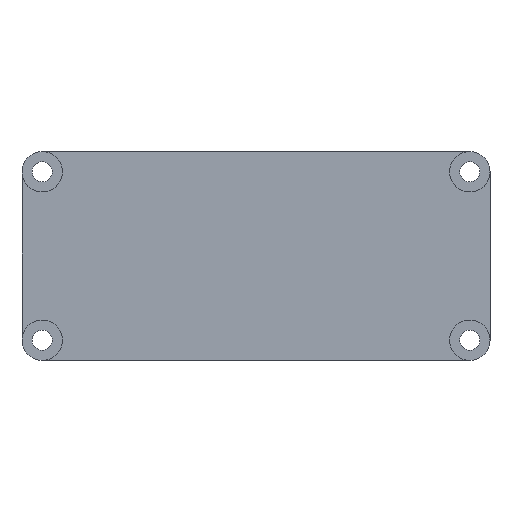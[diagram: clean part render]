
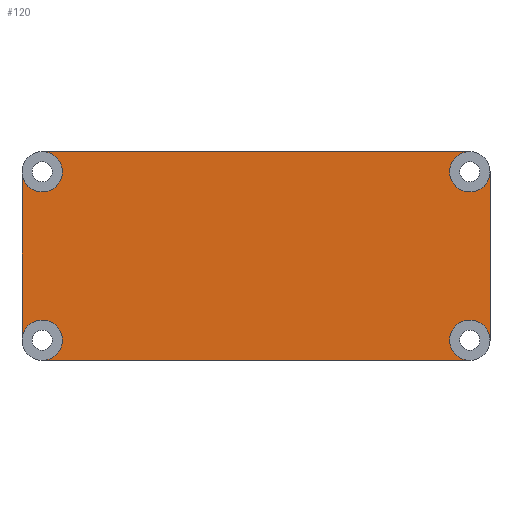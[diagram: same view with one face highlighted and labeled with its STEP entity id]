
A CAD part, top view. The second image highlights one B-rep face of the part: STEP entity #120.
In plain terms, the highlighted planar face has unit normal (0, 0, 1).
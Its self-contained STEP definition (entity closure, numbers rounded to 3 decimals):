
#120=ADVANCED_FACE('',(#282),#284,.T.);
#282=FACE_BOUND('',#283,.T.);
#283=EDGE_LOOP('',(#398,#399,#400,#401,#402,#403,#404,#405,#406,#407));
#284=PLANE('',#285);
#285=AXIS2_PLACEMENT_3D('',#286,#287,#288);
#286=CARTESIAN_POINT('',(0.,0.,-39.));
#287=DIRECTION('',(0.,0.,1.));
#288=DIRECTION('',(-1.,0.,0.));
#398=ORIENTED_EDGE('',*,*,#458,.F.);
#399=ORIENTED_EDGE('',*,*,#457,.F.);
#400=ORIENTED_EDGE('',*,*,#474,.T.);
#401=ORIENTED_EDGE('',*,*,#456,.F.);
#402=ORIENTED_EDGE('',*,*,#475,.T.);
#403=ORIENTED_EDGE('',*,*,#473,.F.);
#404=ORIENTED_EDGE('',*,*,#476,.T.);
#405=ORIENTED_EDGE('',*,*,#464,.F.);
#406=ORIENTED_EDGE('',*,*,#468,.F.);
#407=ORIENTED_EDGE('',*,*,#477,.T.);
#456=EDGE_CURVE('',#505,#501,#507,.T.);
#457=EDGE_CURVE('',#508,#509,#510,.T.);
#458=EDGE_CURVE('',#509,#511,#512,.T.);
#464=EDGE_CURVE('',#522,#523,#524,.T.);
#468=EDGE_CURVE('',#529,#522,#531,.T.);
#473=EDGE_CURVE('',#539,#535,#541,.T.);
#474=EDGE_CURVE('',#508,#501,#542,.T.);
#475=EDGE_CURVE('',#505,#535,#543,.T.);
#476=EDGE_CURVE('',#539,#523,#544,.T.);
#477=EDGE_CURVE('',#529,#511,#545,.T.);
#501=VERTEX_POINT('',#596);
#505=VERTEX_POINT('',#605);
#507=CIRCLE('',#609,3.5);
#508=VERTEX_POINT('',#613);
#509=VERTEX_POINT('',#614);
#510=CIRCLE('',#615,3.5);
#511=VERTEX_POINT('',#619);
#512=CIRCLE('',#620,3.5);
#522=VERTEX_POINT('',#646);
#523=VERTEX_POINT('',#647);
#524=CIRCLE('',#648,3.5);
#529=VERTEX_POINT('',#661);
#531=CIRCLE('',#665,3.5);
#535=VERTEX_POINT('',#675);
#539=VERTEX_POINT('',#684);
#541=CIRCLE('',#688,3.5);
#542=LINE('',#692,#693);
#543=LINE('',#695,#696);
#544=LINE('',#698,#699);
#545=LINE('',#701,#702);
#596=CARTESIAN_POINT('',(199.25,44.817,-39.));
#605=CARTESIAN_POINT('',(195.75,48.317,-39.));
#609=AXIS2_PLACEMENT_3D('',#610,#611,#612);
#610=CARTESIAN_POINT('',(195.75,44.817,-39.));
#611=DIRECTION('',(0.,0.,1.));
#612=DIRECTION('',(0.,1.,0.));
#613=CARTESIAN_POINT('',(199.25,15.607,-39.));
#614=CARTESIAN_POINT('',(195.75,19.107,-39.));
#615=AXIS2_PLACEMENT_3D('',#616,#617,#618);
#616=CARTESIAN_POINT('',(195.75,15.607,-39.));
#617=DIRECTION('',(0.,0.,1.));
#618=DIRECTION('',(1.,0.,0.));
#619=CARTESIAN_POINT('',(195.75,12.107,-39.));
#620=AXIS2_PLACEMENT_3D('',#621,#622,#623);
#621=CARTESIAN_POINT('',(195.75,15.607,-39.));
#622=DIRECTION('',(0.,0.,1.));
#623=DIRECTION('',(0.,1.,0.));
#646=CARTESIAN_POINT('',(121.58,19.107,-39.));
#647=CARTESIAN_POINT('',(118.08,15.607,-39.));
#648=AXIS2_PLACEMENT_3D('',#649,#650,#651);
#649=CARTESIAN_POINT('',(121.58,15.607,-39.));
#650=DIRECTION('',(0.,0.,1.));
#651=DIRECTION('',(0.,1.,0.));
#661=CARTESIAN_POINT('',(121.58,12.107,-39.));
#665=AXIS2_PLACEMENT_3D('',#666,#667,#668);
#666=CARTESIAN_POINT('',(121.58,15.607,-39.));
#667=DIRECTION('',(0.,0.,1.));
#668=DIRECTION('',(0.,-1.,0.));
#675=CARTESIAN_POINT('',(121.58,48.317,-39.));
#684=CARTESIAN_POINT('',(118.08,44.817,-39.));
#688=AXIS2_PLACEMENT_3D('',#689,#690,#691);
#689=CARTESIAN_POINT('',(121.58,44.817,-39.));
#690=DIRECTION('',(0.,0.,1.));
#691=DIRECTION('',(-1.,0.,0.));
#692=CARTESIAN_POINT('',(199.25,15.607,-39.));
#693=VECTOR('',#694,1.);
#694=DIRECTION('',(0.,1.,0.));
#695=CARTESIAN_POINT('',(195.75,48.317,-39.));
#696=VECTOR('',#697,1.);
#697=DIRECTION('',(-1.,0.,0.));
#698=CARTESIAN_POINT('',(118.08,44.817,-39.));
#699=VECTOR('',#700,1.);
#700=DIRECTION('',(0.,-1.,0.));
#701=CARTESIAN_POINT('',(121.58,12.107,-39.));
#702=VECTOR('',#703,1.);
#703=DIRECTION('',(1.,0.,0.));
